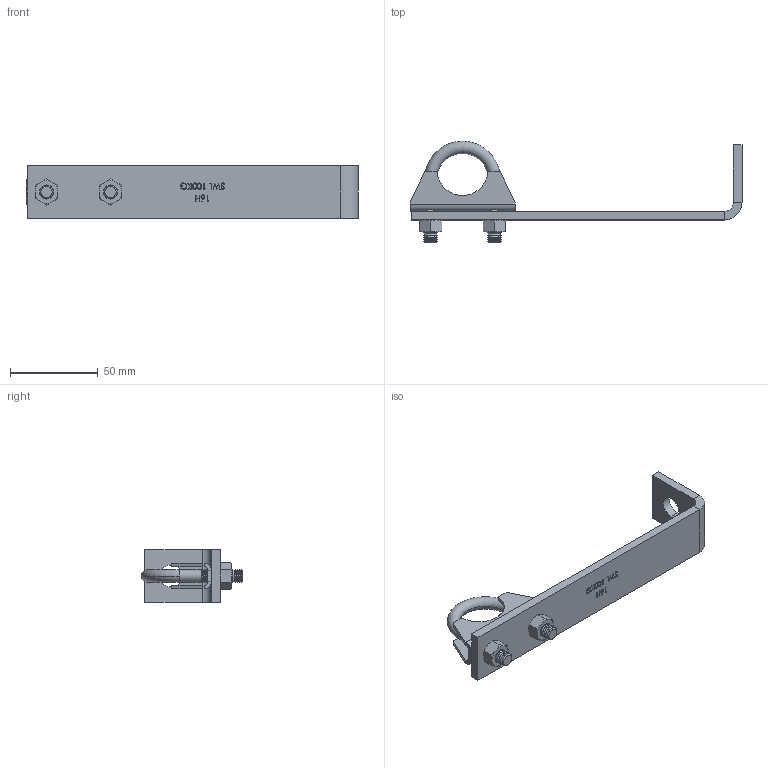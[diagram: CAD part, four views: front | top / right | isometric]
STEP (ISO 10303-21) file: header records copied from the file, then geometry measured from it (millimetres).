
FILE_DESCRIPTION (( 'STEP AP203' ), '1' );
FILE_NAME ('T63750.STEP', '2018-08-16T10:10:36', ( '' ), ( '' ), 'SwSTEP 2.0', 'SolidWorks 2016', '' );
FILE_SCHEMA (( 'CONFIG_CONTROL_DESIGN' ));
Length unit declared in the file: millimetre
Products named in the file (6): T63749-2; T63749-1; T63750; TH2668; T63749_For 5mm Plate; Hex Nut Style 1 GradeAB_Doughty Fastners_Hexagon Nut ISO - 4032 - M8 - D - S
Assembly tree (6 placements, depth 3):
  T63750
    TH2668
    T63749_For 5mm Plate
      T63749-1
      T63749-2
      Hex Nut Style 1 GradeAB_Doughty Fastners_Hexagon Nut ISO - 4032 - M8 - D - S  x2
Bounding box: 189.65 x 58 x 30 mm (x, y, z)
Volume: 43041.4 mm3; surface area: 25726.3 mm2
Topology: 5 solids, 5 shells, 490 faces, 1106 edges, 640 vertices
Faces by surface type: cone 232, plane 139, cylinder 62, bspline 55, torus 2
Entity records: 16202 total; most frequent: CARTESIAN_POINT 6183, ORIENTED_EDGE 1956, DIRECTION 1896, EDGE_CURVE 978, AXIS2_PLACEMENT_3D 669, VERTEX_POINT 572, LINE 558, VECTOR 558
